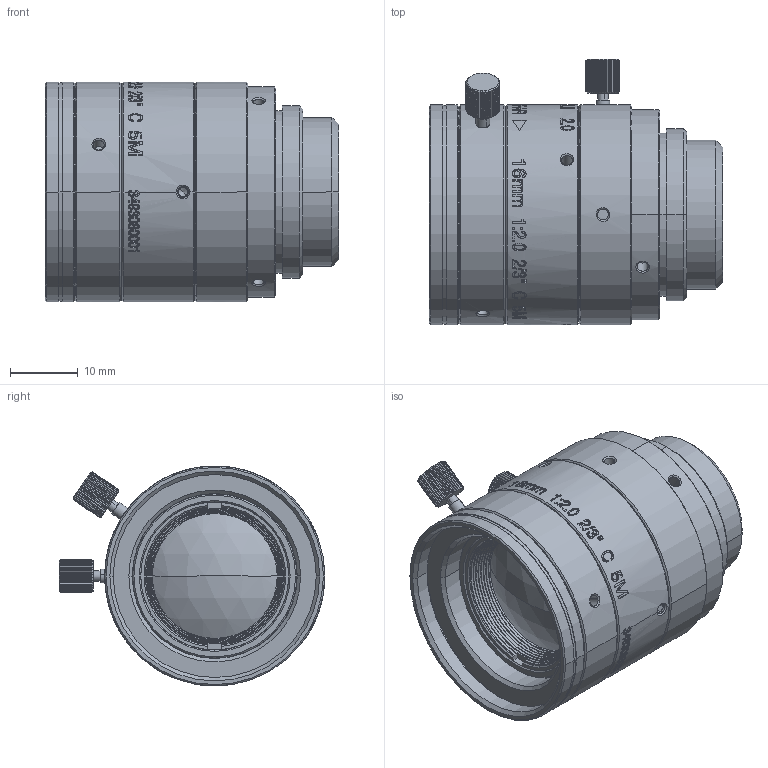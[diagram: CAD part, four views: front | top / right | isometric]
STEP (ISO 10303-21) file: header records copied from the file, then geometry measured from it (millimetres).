
FILE_DESCRIPTION (( 'STEP AP203' ), '1' );
FILE_NAME ('600132.step', '2025-04-14T08:41:52', ( 'MSI' ), ( '' ), 'SwSTEP 2.0', 'SolidWorks 2020', '' );
FILE_SCHEMA (( 'CONFIG_CONTROL_DESIGN' ));
Length unit declared in the file: millimetre
Products named in the file (1): 600132
Bounding box: 43.21 x 39.1 x 32.4 mm (x, y, z)
Volume: 19400.9 mm3; surface area: 19552.6 mm2
Topology: 2 solids, 23 shells, 1816 faces, 4640 edges, 2961 vertices
Faces by surface type: bspline 611, plane 584, cylinder 400, cone 199, torus 12, sphere 10
Entity records: 90055 total; most frequent: CARTESIAN_POINT 50642, ORIENTED_EDGE 9256, DIRECTION 6240, EDGE_CURVE 4628, VERTEX_POINT 2959, AXIS2_PLACEMENT_3D 2293, EDGE_LOOP 2001, B_SPLINE_CURVE_WITH_KNOTS 1885
